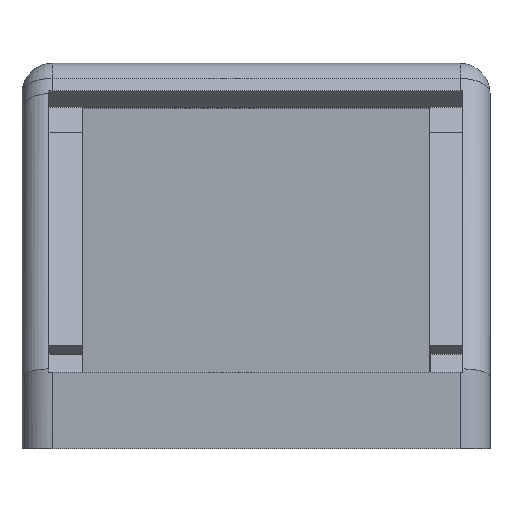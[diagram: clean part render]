
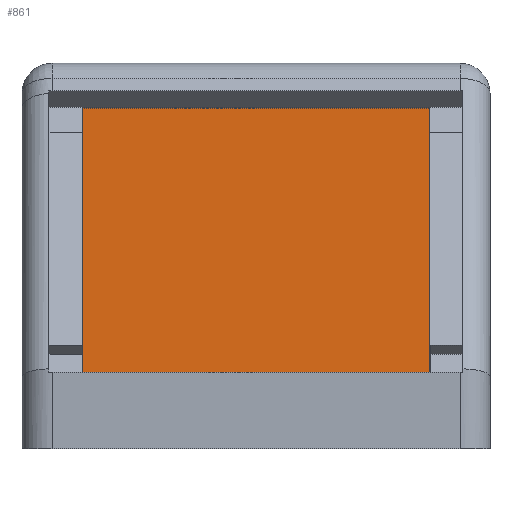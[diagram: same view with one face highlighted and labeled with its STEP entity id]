
A CAD part, front view. The second image highlights one B-rep face of the part: STEP entity #861.
In plain terms, the highlighted planar face has unit normal (0, -1, 0).
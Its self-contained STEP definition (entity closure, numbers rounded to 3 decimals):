
#236=CARTESIAN_POINT('',(61.13,46.7,11.));
#237=VERTEX_POINT('',#236);
#245=CARTESIAN_POINT('',(90.13,46.7,11.));
#246=VERTEX_POINT('',#245);
#253=CARTESIAN_POINT('',(61.13,46.7,11.));
#254=DIRECTION('',(1.,0.,-0.));
#255=VECTOR('',#254,29.);
#256=LINE('',#253,#255);
#257=EDGE_CURVE('',#237,#246,#256,.T.);
#831=CARTESIAN_POINT('',(61.13,46.7,22.414));
#832=DIRECTION('',(0.,-1.,0.));
#833=DIRECTION('',(0.,0.,-1.));
#834=AXIS2_PLACEMENT_3D('',#831,#832,#833);
#835=PLANE('',#834);
#836=CARTESIAN_POINT('',(90.13,46.7,39.361));
#837=VERTEX_POINT('',#836);
#838=CARTESIAN_POINT('',(90.13,46.7,39.361));
#839=DIRECTION('',(0.,0.,-1.));
#840=VECTOR('',#839,28.361);
#841=LINE('',#838,#840);
#842=EDGE_CURVE('',#837,#246,#841,.T.);
#843=ORIENTED_EDGE('',*,*,#842,.F.);
#844=CARTESIAN_POINT('',(61.13,46.7,39.361));
#845=VERTEX_POINT('',#844);
#846=CARTESIAN_POINT('',(61.13,46.7,39.361));
#847=DIRECTION('',(1.,0.,-0.));
#848=VECTOR('',#847,29.);
#849=LINE('',#846,#848);
#850=EDGE_CURVE('',#845,#837,#849,.T.);
#851=ORIENTED_EDGE('',*,*,#850,.F.);
#852=CARTESIAN_POINT('',(61.13,46.7,39.361));
#853=DIRECTION('',(0.,0.,-1.));
#854=VECTOR('',#853,28.361);
#855=LINE('',#852,#854);
#856=EDGE_CURVE('',#845,#237,#855,.T.);
#857=ORIENTED_EDGE('',*,*,#856,.T.);
#858=ORIENTED_EDGE('',*,*,#257,.T.);
#859=EDGE_LOOP('',(#843,#851,#857,#858));
#860=FACE_BOUND('',#859,.T.);
#861=ADVANCED_FACE('',(#860),#835,.T.);
